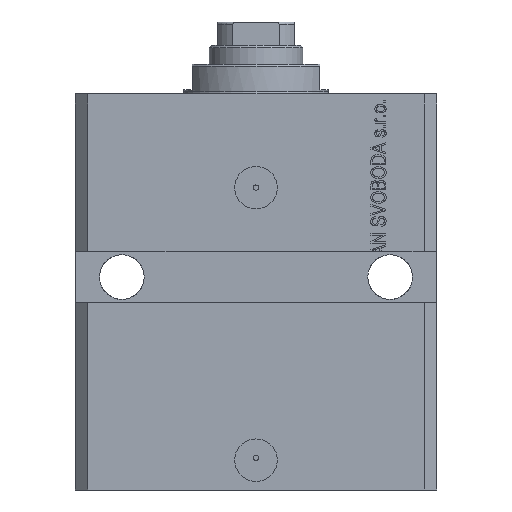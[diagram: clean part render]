
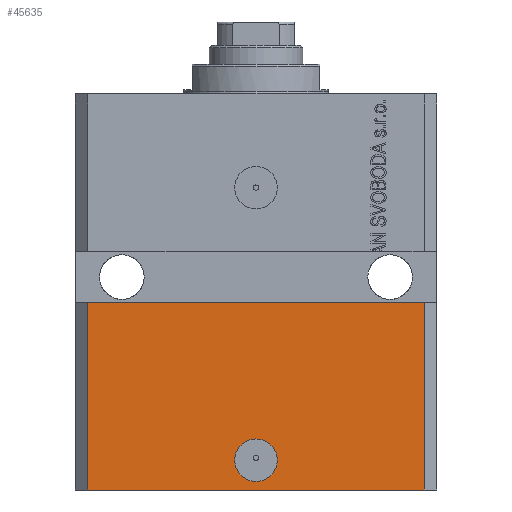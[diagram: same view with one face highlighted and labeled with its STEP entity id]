
A CAD part, front view. The second image highlights one B-rep face of the part: STEP entity #45635.
In plain terms, the highlighted planar face has unit normal (0, -1, 0).
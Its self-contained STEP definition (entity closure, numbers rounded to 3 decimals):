
#1458 = CARTESIAN_POINT ( 'NONE',  ( 39.5, -31.5, -93. ) ) ;
#4659 = DIRECTION ( 'NONE',  ( 0., -1., 0. ) ) ;
#6136 = CARTESIAN_POINT ( 'NONE',  ( -39.5, -31.5, -93. ) ) ;
#7329 = CARTESIAN_POINT ( 'NONE',  ( -39.5, -31.5, -49. ) ) ;
#8677 = ORIENTED_EDGE ( 'NONE', *, *, #11535, .F. ) ;
#9836 = FACE_BOUND ( 'NONE', #13987, .T. ) ;
#9946 = CIRCLE ( 'NONE', #36404, 5. ) ;
#10316 = AXIS2_PLACEMENT_3D ( 'NONE', #16892, #13495, #31258 ) ;
#11278 = EDGE_CURVE ( 'NONE', #29735, #28291, #23616, .T. ) ;
#11535 = EDGE_CURVE ( 'NONE', #27254, #37737, #29131, .T. ) ;
#11627 = ORIENTED_EDGE ( 'NONE', *, *, #23892, .F. ) ;
#11983 = ORIENTED_EDGE ( 'NONE', *, *, #18410, .F. ) ;
#12378 = AXIS2_PLACEMENT_3D ( 'NONE', #38011, #4659, #45535 ) ;
#13495 = DIRECTION ( 'NONE',  ( 0., -1., 0. ) ) ;
#13496 = VECTOR ( 'NONE', #38952, 1000. ) ;
#13738 = EDGE_LOOP ( 'NONE', ( #8677, #11627, #18296, #44228 ) ) ;
#13987 = EDGE_LOOP ( 'NONE', ( #11983, #46631 ) ) ;
#14446 = CARTESIAN_POINT ( 'NONE',  ( 5., -31.5, -86. ) ) ;
#16892 = CARTESIAN_POINT ( 'NONE',  ( -39.5, -31.5, -93. ) ) ;
#18296 = ORIENTED_EDGE ( 'NONE', *, *, #11278, .T. ) ;
#18410 = EDGE_CURVE ( 'NONE', #38605, #44348, #41903, .T. ) ;
#18627 = LINE ( 'NONE', #21797, #42318 ) ;
#19179 = EDGE_CURVE ( 'NONE', #44348, #38605, #9946, .T. ) ;
#20221 = LINE ( 'NONE', #46260, #21761 ) ;
#20555 = FACE_OUTER_BOUND ( 'NONE', #13738, .T. ) ;
#21761 = VECTOR ( 'NONE', #27760, 1000. ) ;
#21797 = CARTESIAN_POINT ( 'NONE',  ( 39.5, -31.5, -93. ) ) ;
#23616 = LINE ( 'NONE', #24087, #13496 ) ;
#23892 = EDGE_CURVE ( 'NONE', #29735, #27254, #20221, .T. ) ;
#24087 = CARTESIAN_POINT ( 'NONE',  ( -39.5, -31.5, -93. ) ) ;
#25920 = VECTOR ( 'NONE', #46905, 1000. ) ;
#27254 = VERTEX_POINT ( 'NONE', #7329 ) ;
#27760 = DIRECTION ( 'NONE',  ( 0., 0., 1. ) ) ;
#28291 = VERTEX_POINT ( 'NONE', #1458 ) ;
#29131 = LINE ( 'NONE', #36218, #25920 ) ;
#29735 = VERTEX_POINT ( 'NONE', #6136 ) ;
#31258 = DIRECTION ( 'NONE',  ( 0., 0., -1. ) ) ;
#31516 = PLANE ( 'NONE',  #10316 ) ;
#34048 = CARTESIAN_POINT ( 'NONE',  ( -5., -31.5, -86. ) ) ;
#34087 = CARTESIAN_POINT ( 'NONE',  ( 39.5, -31.5, -49. ) ) ;
#36218 = CARTESIAN_POINT ( 'NONE',  ( -42.5, -31.5, -49. ) ) ;
#36404 = AXIS2_PLACEMENT_3D ( 'NONE', #43929, #36643, #37372 ) ;
#36643 = DIRECTION ( 'NONE',  ( 0., -1., 0. ) ) ;
#36652 = DIRECTION ( 'NONE',  ( 0., 0., 1. ) ) ;
#37372 = DIRECTION ( 'NONE',  ( 1., 0., 0. ) ) ;
#37536 = EDGE_CURVE ( 'NONE', #28291, #37737, #18627, .T. ) ;
#37737 = VERTEX_POINT ( 'NONE', #34087 ) ;
#38011 = CARTESIAN_POINT ( 'NONE',  ( 0., -31.5, -86. ) ) ;
#38605 = VERTEX_POINT ( 'NONE', #14446 ) ;
#38952 = DIRECTION ( 'NONE',  ( 1., 0., 0. ) ) ;
#41903 = CIRCLE ( 'NONE', #12378, 5. ) ;
#42318 = VECTOR ( 'NONE', #36652, 1000. ) ;
#43929 = CARTESIAN_POINT ( 'NONE',  ( 0., -31.5, -86. ) ) ;
#44228 = ORIENTED_EDGE ( 'NONE', *, *, #37536, .T. ) ;
#44348 = VERTEX_POINT ( 'NONE', #34048 ) ;
#45535 = DIRECTION ( 'NONE',  ( 1., 0., 0. ) ) ;
#45635 = ADVANCED_FACE ( 'NONE', ( #9836, #20555 ), #31516, .T. ) ;
#46260 = CARTESIAN_POINT ( 'NONE',  ( -39.5, -31.5, -93. ) ) ;
#46631 = ORIENTED_EDGE ( 'NONE', *, *, #19179, .F. ) ;
#46905 = DIRECTION ( 'NONE',  ( 1., 0., 0. ) ) ;
